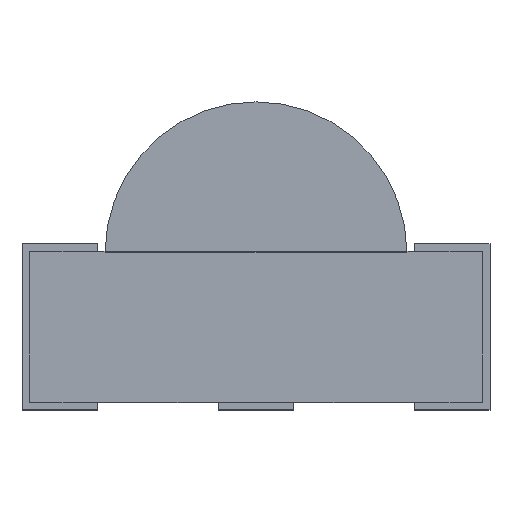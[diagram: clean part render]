
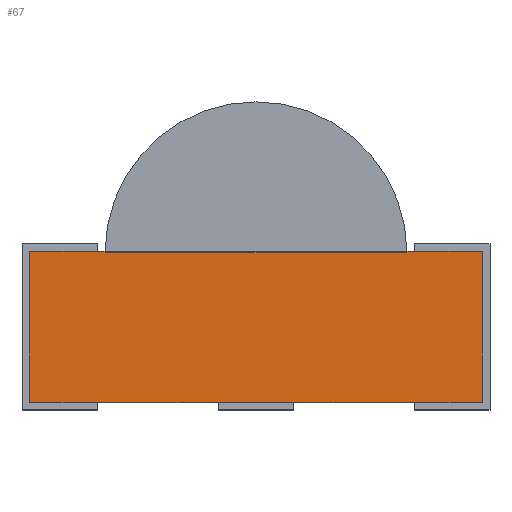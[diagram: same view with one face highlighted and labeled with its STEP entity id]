
A CAD part, top view. The second image highlights one B-rep face of the part: STEP entity #67.
In plain terms, the highlighted planar face has unit normal (0, 0, 1).
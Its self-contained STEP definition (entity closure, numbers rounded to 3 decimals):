
#21 = EDGE_CURVE('',#22,#24,#26,.T.);
#22 = VERTEX_POINT('',#23);
#23 = CARTESIAN_POINT('',(0.,0.54,1.));
#24 = VERTEX_POINT('',#25);
#25 = CARTESIAN_POINT('',(1.,0.54,1.));
#26 = LINE('',#27,#28);
#27 = CARTESIAN_POINT('',(0.,0.54,1.));
#28 = VECTOR('',#29,1.);
#29 = DIRECTION('',(1.,0.,0.));
#31 = EDGE_CURVE('',#24,#32,#34,.T.);
#32 = VERTEX_POINT('',#33);
#33 = CARTESIAN_POINT('',(1.,0.55,1.));
#34 = CIRCLE('',#35,1.);
#35 = AXIS2_PLACEMENT_3D('',#36,#37,#38);
#36 = CARTESIAN_POINT('',(0.,0.54,1.));
#37 = DIRECTION('',(0.,0.,1.));
#38 = DIRECTION('',(1.,0.,0.));
#41 = VERTEX_POINT('',#42);
#42 = CARTESIAN_POINT('',(-1.,0.55,1.));
#48 = EDGE_CURVE('',#41,#49,#51,.T.);
#49 = VERTEX_POINT('',#50);
#50 = CARTESIAN_POINT('',(-1.,0.54,1.));
#51 = CIRCLE('',#52,1.);
#52 = AXIS2_PLACEMENT_3D('',#53,#54,#55);
#53 = CARTESIAN_POINT('',(0.,0.54,1.));
#54 = DIRECTION('',(0.,0.,1.));
#55 = DIRECTION('',(1.,0.,0.));
#57 = EDGE_CURVE('',#22,#49,#58,.T.);
#58 = LINE('',#59,#60);
#59 = CARTESIAN_POINT('',(0.,0.54,1.));
#60 = VECTOR('',#61,1.);
#61 = DIRECTION('',(-1.,0.,0.));
#67 = ADVANCED_FACE('',(#68),#160,.T.);
#68 = FACE_BOUND('',#69,.T.);
#69 = EDGE_LOOP('',(#70,#80,#88,#96,#104,#112,#120,#128,#136,#142,#143,
    #144,#145,#146,#154));
#70 = ORIENTED_EDGE('',*,*,#71,.F.);
#71 = EDGE_CURVE('',#72,#74,#76,.T.);
#72 = VERTEX_POINT('',#73);
#73 = CARTESIAN_POINT('',(-1.5,-0.45,1.));
#74 = VERTEX_POINT('',#75);
#75 = CARTESIAN_POINT('',(-1.5,0.55,1.));
#76 = LINE('',#77,#78);
#77 = CARTESIAN_POINT('',(-1.5,-0.45,1.));
#78 = VECTOR('',#79,1.);
#79 = DIRECTION('',(0.,1.,0.));
#80 = ORIENTED_EDGE('',*,*,#81,.T.);
#81 = EDGE_CURVE('',#72,#82,#84,.T.);
#82 = VERTEX_POINT('',#83);
#83 = CARTESIAN_POINT('',(-1.05,-0.45,1.));
#84 = LINE('',#85,#86);
#85 = CARTESIAN_POINT('',(-1.5,-0.45,1.));
#86 = VECTOR('',#87,1.);
#87 = DIRECTION('',(1.,0.,0.));
#88 = ORIENTED_EDGE('',*,*,#89,.T.);
#89 = EDGE_CURVE('',#82,#90,#92,.T.);
#90 = VERTEX_POINT('',#91);
#91 = CARTESIAN_POINT('',(-0.25,-0.45,1.));
#92 = LINE('',#93,#94);
#93 = CARTESIAN_POINT('',(-1.5,-0.45,1.));
#94 = VECTOR('',#95,1.);
#95 = DIRECTION('',(1.,0.,0.));
#96 = ORIENTED_EDGE('',*,*,#97,.T.);
#97 = EDGE_CURVE('',#90,#98,#100,.T.);
#98 = VERTEX_POINT('',#99);
#99 = CARTESIAN_POINT('',(0.25,-0.45,1.));
#100 = LINE('',#101,#102);
#101 = CARTESIAN_POINT('',(-1.5,-0.45,1.));
#102 = VECTOR('',#103,1.);
#103 = DIRECTION('',(1.,0.,0.));
#104 = ORIENTED_EDGE('',*,*,#105,.T.);
#105 = EDGE_CURVE('',#98,#106,#108,.T.);
#106 = VERTEX_POINT('',#107);
#107 = CARTESIAN_POINT('',(1.05,-0.45,1.));
#108 = LINE('',#109,#110);
#109 = CARTESIAN_POINT('',(-1.5,-0.45,1.));
#110 = VECTOR('',#111,1.);
#111 = DIRECTION('',(1.,0.,0.));
#112 = ORIENTED_EDGE('',*,*,#113,.T.);
#113 = EDGE_CURVE('',#106,#114,#116,.T.);
#114 = VERTEX_POINT('',#115);
#115 = CARTESIAN_POINT('',(1.5,-0.45,1.));
#116 = LINE('',#117,#118);
#117 = CARTESIAN_POINT('',(-1.5,-0.45,1.));
#118 = VECTOR('',#119,1.);
#119 = DIRECTION('',(1.,0.,0.));
#120 = ORIENTED_EDGE('',*,*,#121,.T.);
#121 = EDGE_CURVE('',#114,#122,#124,.T.);
#122 = VERTEX_POINT('',#123);
#123 = CARTESIAN_POINT('',(1.5,0.55,1.));
#124 = LINE('',#125,#126);
#125 = CARTESIAN_POINT('',(1.5,-0.45,1.));
#126 = VECTOR('',#127,1.);
#127 = DIRECTION('',(0.,1.,0.));
#128 = ORIENTED_EDGE('',*,*,#129,.F.);
#129 = EDGE_CURVE('',#130,#122,#132,.T.);
#130 = VERTEX_POINT('',#131);
#131 = CARTESIAN_POINT('',(1.05,0.55,1.));
#132 = LINE('',#133,#134);
#133 = CARTESIAN_POINT('',(-1.5,0.55,1.));
#134 = VECTOR('',#135,1.);
#135 = DIRECTION('',(1.,0.,0.));
#136 = ORIENTED_EDGE('',*,*,#137,.F.);
#137 = EDGE_CURVE('',#32,#130,#138,.T.);
#138 = LINE('',#139,#140);
#139 = CARTESIAN_POINT('',(-1.5,0.55,1.));
#140 = VECTOR('',#141,1.);
#141 = DIRECTION('',(1.,0.,0.));
#142 = ORIENTED_EDGE('',*,*,#31,.F.);
#143 = ORIENTED_EDGE('',*,*,#21,.F.);
#144 = ORIENTED_EDGE('',*,*,#57,.T.);
#145 = ORIENTED_EDGE('',*,*,#48,.F.);
#146 = ORIENTED_EDGE('',*,*,#147,.F.);
#147 = EDGE_CURVE('',#148,#41,#150,.T.);
#148 = VERTEX_POINT('',#149);
#149 = CARTESIAN_POINT('',(-1.05,0.55,1.));
#150 = LINE('',#151,#152);
#151 = CARTESIAN_POINT('',(-1.5,0.55,1.));
#152 = VECTOR('',#153,1.);
#153 = DIRECTION('',(1.,0.,0.));
#154 = ORIENTED_EDGE('',*,*,#155,.F.);
#155 = EDGE_CURVE('',#74,#148,#156,.T.);
#156 = LINE('',#157,#158);
#157 = CARTESIAN_POINT('',(-1.5,0.55,1.));
#158 = VECTOR('',#159,1.);
#159 = DIRECTION('',(1.,0.,0.));
#160 = PLANE('',#161);
#161 = AXIS2_PLACEMENT_3D('',#162,#163,#164);
#162 = CARTESIAN_POINT('',(-1.5,-0.45,1.));
#163 = DIRECTION('',(0.,0.,1.));
#164 = DIRECTION('',(1.,0.,0.));
